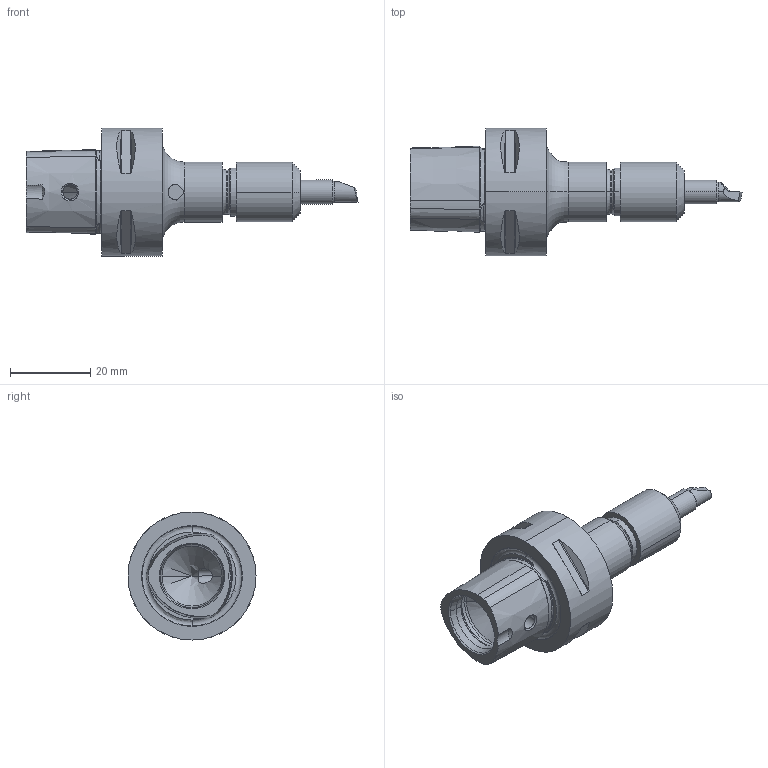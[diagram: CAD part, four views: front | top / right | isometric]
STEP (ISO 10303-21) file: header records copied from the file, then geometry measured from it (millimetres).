
FILE_DESCRIPTION (( 'STEP AP214' ), '1' );
FILE_NAME ('MBM-25 PSC32_SDA6.STEP', '2016-03-16T13:24:53', ( '' ), ( '' ), 'SwSTEP 2.0', 'SolidWorks 2015', '' );
FILE_SCHEMA (( 'AUTOMOTIVE_DESIGN' ));
Length unit declared in the file: millimetre
Products named in the file (1): MBM-25 PSC32_SDA6
Bounding box: 83 x 32 x 32 mm (x, y, z)
Volume: 22687.8 mm3; surface area: 6684.9 mm2
Topology: 1 solids, 1 shells, 143 faces, 337 edges, 205 vertices
Faces by surface type: cone 39, cylinder 37, torus 35, plane 30, bspline 2
Entity records: 6595 total; most frequent: CARTESIAN_POINT 3141, DIRECTION 695, ORIENTED_EDGE 670, EDGE_CURVE 335, AXIS2_PLACEMENT_3D 303, VERTEX_POINT 205, CIRCLE 161, EDGE_LOOP 156
